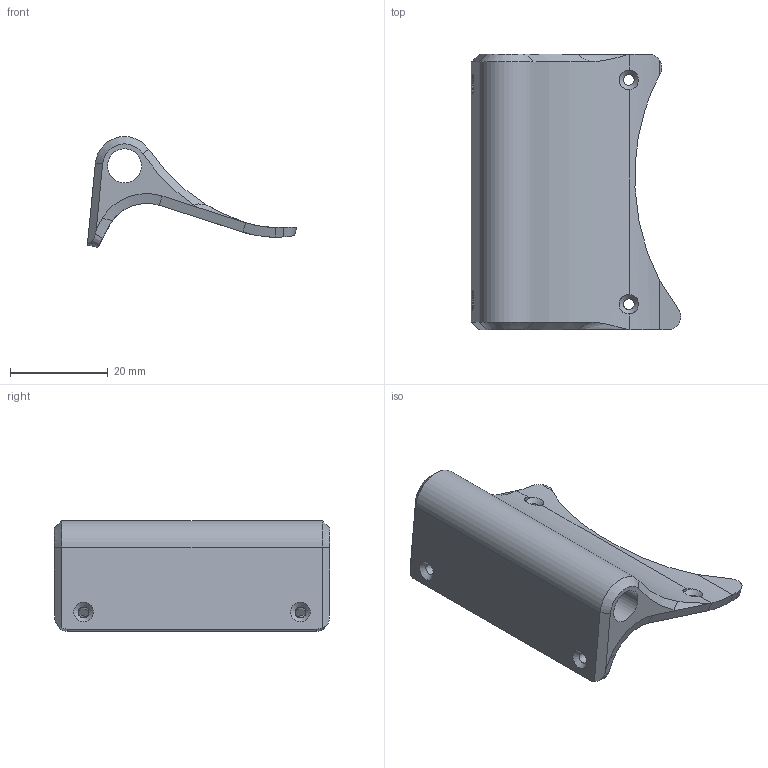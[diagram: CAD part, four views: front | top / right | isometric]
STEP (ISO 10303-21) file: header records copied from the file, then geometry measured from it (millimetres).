
FILE_DESCRIPTION(/* description */ (''),/* implementation_level */ '2;1');
FILE_NAME(/* name */ 'grip.step',/* time_stamp */ '2020-06-08T21:03:42+02:00',/* author */ (''),/* organization */ (''),/* preprocessor_version */ 'ST-DEVELOPER v18.1',/* originating_system */ 'Autodesk Translation Framework v9.3.0.1241',/* authorisation */ '');
FILE_SCHEMA (('AUTOMOTIVE_DESIGN { 1 0 10303 214 3 1 1 }'));
Length unit declared in the file: millimetre
Products named in the file (1): FusionComponent
Bounding box: 42.85 x 56.38 x 22.7 mm (x, y, z)
Volume: 13544.3 mm3; surface area: 7535.1 mm2
Topology: 1 solids, 1 shells, 55 faces, 156 edges, 99 vertices
Faces by surface type: plane 17, cylinder 14, bspline 13, cone 11
Full cylindrical faces by diameter (mm): 2.2 x4, 7 x1
Entity records: 2657 total; most frequent: CARTESIAN_POINT 1319, ORIENTED_EDGE 312, DIRECTION 215, EDGE_CURVE 156, VERTEX_POINT 99, AXIS2_PLACEMENT_3D 79, B_SPLINE_CURVE_WITH_KNOTS 62, EDGE_LOOP 61
